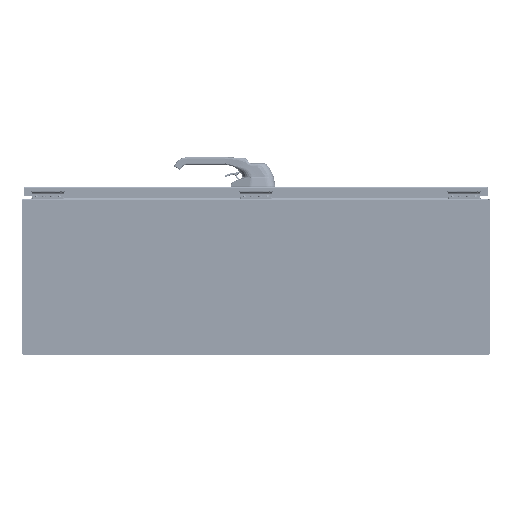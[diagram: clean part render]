
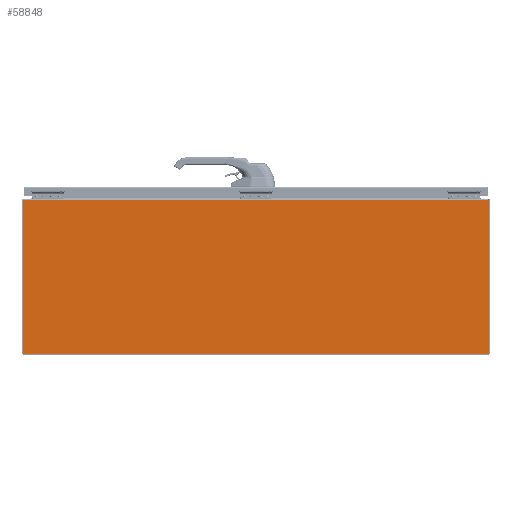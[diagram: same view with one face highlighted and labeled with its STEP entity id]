
A CAD part, left-side view. The second image highlights one B-rep face of the part: STEP entity #58848.
In plain terms, the highlighted face is planar.
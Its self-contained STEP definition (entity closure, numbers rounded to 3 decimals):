
#9282=LINE('',#84072,#13369);
#9284=LINE('',#84076,#13371);
#9285=LINE('',#84078,#13372);
#9286=LINE('',#84079,#13373);
#13369=VECTOR('',#68166,0.394);
#13371=VECTOR('',#68170,0.394);
#13372=VECTOR('',#68171,0.394);
#13373=VECTOR('',#68172,0.394);
#17290=PLANE('',#62091);
#18628=FACE_OUTER_BOUND('',#21208,.T.);
#21208=EDGE_LOOP('',(#45138,#45139,#45140,#45141,#45142));
#24042=CIRCLE('',#62080,0.062);
#27328=VERTEX_POINT('',#83846);
#27330=VERTEX_POINT('',#83849);
#27342=VERTEX_POINT('',#84071);
#27343=VERTEX_POINT('',#84075);
#27344=VERTEX_POINT('',#84077);
#35716=EDGE_CURVE('',#27330,#27328,#24042,.T.);
#35743=EDGE_CURVE('',#27330,#27342,#9282,.T.);
#35745=EDGE_CURVE('',#27328,#27343,#9284,.T.);
#35746=EDGE_CURVE('',#27344,#27343,#9285,.T.);
#35747=EDGE_CURVE('',#27342,#27344,#9286,.T.);
#45138=ORIENTED_EDGE('',*,*,#35716,.T.);
#45139=ORIENTED_EDGE('',*,*,#35745,.T.);
#45140=ORIENTED_EDGE('',*,*,#35746,.F.);
#45141=ORIENTED_EDGE('',*,*,#35747,.F.);
#45142=ORIENTED_EDGE('',*,*,#35743,.F.);
#58848=ADVANCED_FACE('',(#18628),#17290,.F.);
#62080=AXIS2_PLACEMENT_3D('',#83850,#68133,#68134);
#62091=AXIS2_PLACEMENT_3D('',#84074,#68168,#68169);
#68133=DIRECTION('center_axis',(0.,0.,1.));
#68134=DIRECTION('ref_axis',(-1.,0.,0.));
#68166=DIRECTION('',(-1.,0.,0.));
#68168=DIRECTION('center_axis',(0.,0.,1.));
#68169=DIRECTION('ref_axis',(0.,-1.,0.));
#68170=DIRECTION('',(0.,-1.,0.));
#68171=DIRECTION('',(1.,0.,0.));
#68172=DIRECTION('',(0.,-1.,0.));
#83846=CARTESIAN_POINT('',(11.805,35.81,0.));
#83849=CARTESIAN_POINT('',(11.788,35.852,0.));
#83850=CARTESIAN_POINT('Origin',(11.851,35.852,0.));
#84071=CARTESIAN_POINT('',(0.,35.852,0.));
#84072=CARTESIAN_POINT('',(11.852,35.852,0.));
#84074=CARTESIAN_POINT('Origin',(5.926,17.926,0.));
#84075=CARTESIAN_POINT('',(11.805,0.,0.));
#84076=CARTESIAN_POINT('',(11.805,26.889,0.));
#84077=CARTESIAN_POINT('',(0.,0.,0.));
#84078=CARTESIAN_POINT('',(0.,0.,0.));
#84079=CARTESIAN_POINT('',(0.,35.852,0.));
